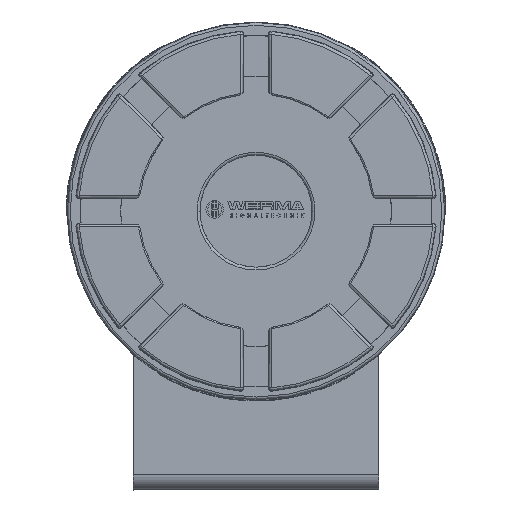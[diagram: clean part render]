
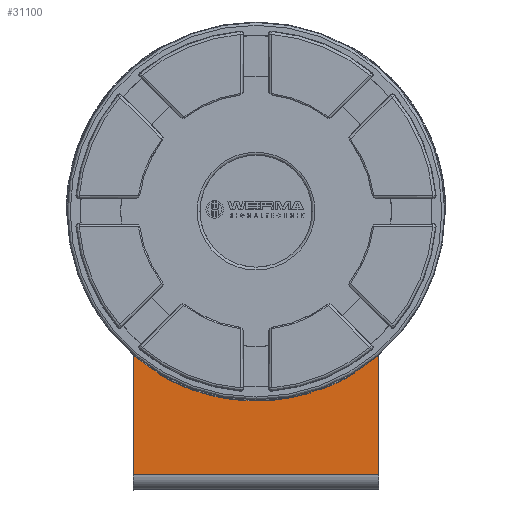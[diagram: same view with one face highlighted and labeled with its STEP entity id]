
A CAD part, front view. The second image highlights one B-rep face of the part: STEP entity #31100.
In plain terms, the highlighted planar face has unit normal (0, -1, 0).
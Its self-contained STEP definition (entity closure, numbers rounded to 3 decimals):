
#2898=PLANE('',#33697);
#4381=FACE_OUTER_BOUND('',#6161,.T.);
#6161=EDGE_LOOP('',(#26590,#26591,#26592,#26593,#26594,#26595,#26596,#26597,
#26598,#26599,#26600,#26601));
#8643=LINE('',#57552,#11018);
#8644=LINE('',#57556,#11019);
#8645=LINE('',#57560,#11020);
#8646=LINE('',#57564,#11021);
#8647=LINE('',#57568,#11022);
#8648=LINE('',#57570,#11023);
#8649=LINE('',#57571,#11024);
#11018=VECTOR('',#41061,10.);
#11019=VECTOR('',#41064,10.);
#11020=VECTOR('',#41067,10.);
#11021=VECTOR('',#41070,10.);
#11022=VECTOR('',#41073,10.);
#11023=VECTOR('',#41074,10.);
#11024=VECTOR('',#41075,10.);
#11530=CIRCLE('',#33698,24.917);
#11531=CIRCLE('',#33699,23.917);
#11532=CIRCLE('',#33700,24.917);
#11533=CIRCLE('',#33701,23.917);
#11534=CIRCLE('',#33702,24.917);
#14276=VERTEX_POINT('',#57548);
#14277=VERTEX_POINT('',#57549);
#14278=VERTEX_POINT('',#57551);
#14279=VERTEX_POINT('',#57553);
#14280=VERTEX_POINT('',#57555);
#14281=VERTEX_POINT('',#57557);
#14282=VERTEX_POINT('',#57559);
#14283=VERTEX_POINT('',#57561);
#14284=VERTEX_POINT('',#57563);
#14285=VERTEX_POINT('',#57565);
#14286=VERTEX_POINT('',#57567);
#14287=VERTEX_POINT('',#57569);
#18431=EDGE_CURVE('',#14276,#14277,#11530,.T.);
#18432=EDGE_CURVE('',#14278,#14276,#8643,.T.);
#18433=EDGE_CURVE('',#14278,#14279,#11531,.T.);
#18434=EDGE_CURVE('',#14280,#14279,#8644,.T.);
#18435=EDGE_CURVE('',#14281,#14280,#11532,.T.);
#18436=EDGE_CURVE('',#14282,#14281,#8645,.T.);
#18437=EDGE_CURVE('',#14282,#14283,#11533,.T.);
#18438=EDGE_CURVE('',#14284,#14283,#8646,.T.);
#18439=EDGE_CURVE('',#14285,#14284,#11534,.T.);
#18440=EDGE_CURVE('',#14286,#14285,#8647,.T.);
#18441=EDGE_CURVE('',#14286,#14287,#8648,.T.);
#18442=EDGE_CURVE('',#14277,#14287,#8649,.T.);
#26590=ORIENTED_EDGE('',*,*,#18431,.F.);
#26591=ORIENTED_EDGE('',*,*,#18432,.F.);
#26592=ORIENTED_EDGE('',*,*,#18433,.T.);
#26593=ORIENTED_EDGE('',*,*,#18434,.F.);
#26594=ORIENTED_EDGE('',*,*,#18435,.F.);
#26595=ORIENTED_EDGE('',*,*,#18436,.F.);
#26596=ORIENTED_EDGE('',*,*,#18437,.T.);
#26597=ORIENTED_EDGE('',*,*,#18438,.F.);
#26598=ORIENTED_EDGE('',*,*,#18439,.F.);
#26599=ORIENTED_EDGE('',*,*,#18440,.F.);
#26600=ORIENTED_EDGE('',*,*,#18441,.T.);
#26601=ORIENTED_EDGE('',*,*,#18442,.F.);
#31100=ADVANCED_FACE('',(#4381),#2898,.T.);
#33697=AXIS2_PLACEMENT_3D('',#57547,#41057,#41058);
#33698=AXIS2_PLACEMENT_3D('',#57550,#41059,#41060);
#33699=AXIS2_PLACEMENT_3D('',#57554,#41062,#41063);
#33700=AXIS2_PLACEMENT_3D('',#57558,#41065,#41066);
#33701=AXIS2_PLACEMENT_3D('',#57562,#41068,#41069);
#33702=AXIS2_PLACEMENT_3D('',#57566,#41071,#41072);
#41057=DIRECTION('center_axis',(0.,-1.,0.));
#41058=DIRECTION('ref_axis',(0.,0.,
-1.));
#41059=DIRECTION('center_axis',(0.,-1.,0.));
#41060=DIRECTION('ref_axis',(0.707,0.,-0.707));
#41061=DIRECTION('',(0.556,0.,-0.831));
#41062=DIRECTION('center_axis',(0.,1.,0.));
#41063=DIRECTION('ref_axis',(0.,0.,
1.));
#41064=DIRECTION('',(-0.195,0.,0.981));
#41065=DIRECTION('center_axis',(0.,-1.,0.));
#41066=DIRECTION('ref_axis',(0.,0.,
-1.));
#41067=DIRECTION('',(-0.195,0.,-0.981));
#41068=DIRECTION('center_axis',(0.,1.,0.));
#41069=DIRECTION('ref_axis',(0.,0.,
1.));
#41070=DIRECTION('',(0.556,0.,0.831));
#41071=DIRECTION('center_axis',(0.,-1.,0.));
#41072=DIRECTION('ref_axis',(-0.707,0.,-0.707));
#41073=DIRECTION('',(0.,0.,1.));
#41074=DIRECTION('',(1.,0.,0.));
#41075=DIRECTION('',(0.,0.,-1.));
#57547=CARTESIAN_POINT('Origin',(0.,0.,
-35.8));
#57548=CARTESIAN_POINT('',(14.008,0.,-20.607));
#57549=CARTESIAN_POINT('',(17.5,0.,-17.737));
#57550=CARTESIAN_POINT('Origin',(0.,0.,
0.));
#57551=CARTESIAN_POINT('',(13.452,0.,-19.776));
#57552=CARTESIAN_POINT('',(7.665,0.,-11.115));
#57553=CARTESIAN_POINT('',(4.471,0.,-23.495));
#57554=CARTESIAN_POINT('Origin',(0.,0.,
0.));
#57555=CARTESIAN_POINT('',(4.666,0.,-24.476));
#57556=CARTESIAN_POINT('',(2.342,0.,-12.789));
#57557=CARTESIAN_POINT('',(-4.666,0.,-24.476));
#57558=CARTESIAN_POINT('Origin',(0.,0.,
0.));
#57559=CARTESIAN_POINT('',(-4.471,0.,-23.495));
#57560=CARTESIAN_POINT('',(-2.439,0.,-13.279));
#57561=CARTESIAN_POINT('',(-13.452,0.,-19.776));
#57562=CARTESIAN_POINT('Origin',(0.,0.,
0.));
#57563=CARTESIAN_POINT('',(-14.008,0.,-20.607));
#57564=CARTESIAN_POINT('',(-7.387,0.,-10.699));
#57565=CARTESIAN_POINT('',(-17.5,0.,-17.737));
#57566=CARTESIAN_POINT('Origin',(0.,0.,
0.));
#57567=CARTESIAN_POINT('',(-17.5,0.,-37.6));
#57568=CARTESIAN_POINT('',(-17.5,0.,-9.8));
#57569=CARTESIAN_POINT('',(17.5,0.,-37.6));
#57570=CARTESIAN_POINT('',(-8.75,0.,-37.6));
#57571=CARTESIAN_POINT('',(17.5,0.,-61.8));
